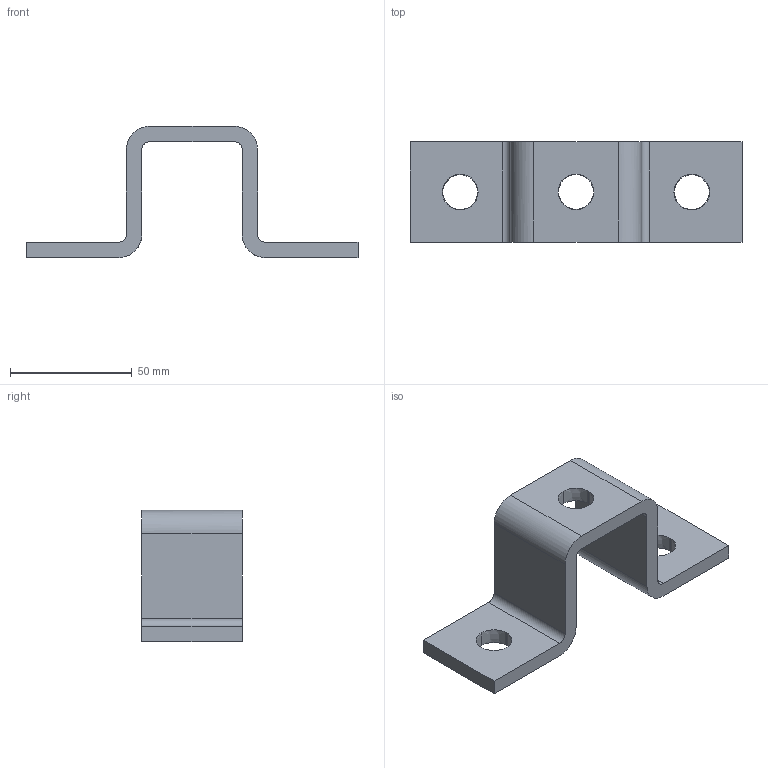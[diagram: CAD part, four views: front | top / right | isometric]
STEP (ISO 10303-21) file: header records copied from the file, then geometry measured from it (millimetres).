
FILE_DESCRIPTION(('TurboCAD Mac Pro'),'Build 980');
FILE_NAME('P1383.stp',' ',(''),(''),'ACIS Interop','IMSI','TurboCAD Mac Pro BY IMSI, INCORPORATED');
FILE_SCHEMA(('automotive_design'));
Length unit declared in the file: inch
Products named in the file (2): 1; 2
Bounding box: 136.49 x 41.27 x 53.96 mm (x, y, z)
Volume: 54690.5 mm3; surface area: 21428.8 mm2
Topology: 1 solids, 1 shells, 34 faces, 96 edges, 64 vertices
Faces by surface type: bspline 20, plane 14
Entity records: 1882 total; most frequent: CARTESIAN_POINT 632, ORIENTED_EDGE 192, EDGE_CURVE 96, DIRECTION 88, VERTEX_POINT 64, B_SPLINE_CURVE_WITH_KNOTS 60, LINE 56, VECTOR 56
